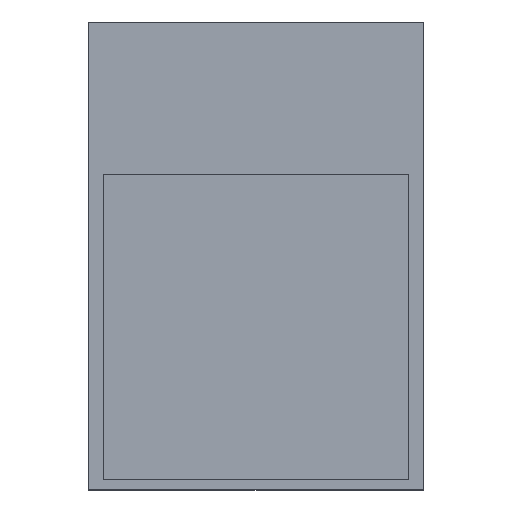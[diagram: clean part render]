
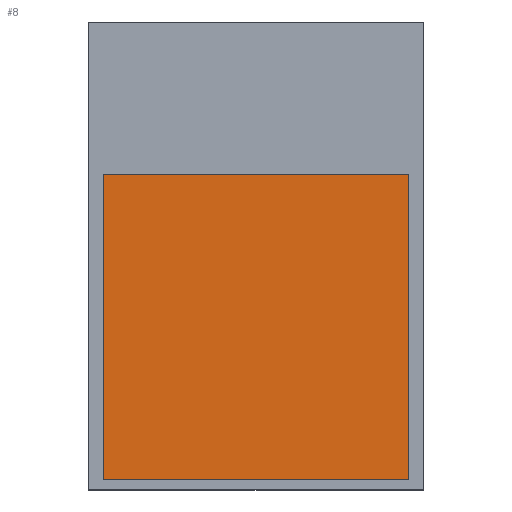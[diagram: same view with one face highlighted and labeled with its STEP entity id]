
A CAD part, top view. The second image highlights one B-rep face of the part: STEP entity #8.
In plain terms, the highlighted planar face has unit normal (0, 0, 1).
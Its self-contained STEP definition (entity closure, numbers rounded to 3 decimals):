
#3 = EDGE_CURVE ( 'NONE', #514, #236, #178, .T. ) ;
#8 = ADVANCED_FACE ( 'NONE', ( #86 ), #216, .T. ) ;
#48 = ORIENTED_EDGE ( 'NONE', *, *, #180, .T. ) ;
#76 = ORIENTED_EDGE ( 'NONE', *, *, #94, .T. ) ;
#82 = VECTOR ( 'NONE', #359, 1000. ) ;
#86 = FACE_OUTER_BOUND ( 'NONE', #172, .T. ) ;
#87 = CARTESIAN_POINT ( 'NONE',  ( -4.575, 2.45, 1.9 ) ) ;
#93 = VECTOR ( 'NONE', #291, 1000. ) ;
#94 = EDGE_CURVE ( 'NONE', #236, #207, #468, .T. ) ;
#100 = CARTESIAN_POINT ( 'NONE',  ( -4.575, 2.45, 1.9 ) ) ;
#118 = AXIS2_PLACEMENT_3D ( 'NONE', #298, #239, #413 ) ;
#136 = DIRECTION ( 'NONE',  ( 0., -1., 0. ) ) ;
#172 = EDGE_LOOP ( 'NONE', ( #209, #477, #76, #48 ) ) ;
#178 = LINE ( 'NONE', #523, #93 ) ;
#180 = EDGE_CURVE ( 'NONE', #207, #419, #259, .T. ) ;
#182 = CARTESIAN_POINT ( 'NONE',  ( -4.575, 2.45, 1.9 ) ) ;
#201 = CARTESIAN_POINT ( 'NONE',  ( 4.575, 2.45, 1.9 ) ) ;
#207 = VERTEX_POINT ( 'NONE', #329 ) ;
#209 = ORIENTED_EDGE ( 'NONE', *, *, #252, .T. ) ;
#216 = PLANE ( 'NONE',  #118 ) ;
#236 = VERTEX_POINT ( 'NONE', #398 ) ;
#239 = DIRECTION ( 'NONE',  ( 0., 0., 1. ) ) ;
#252 = EDGE_CURVE ( 'NONE', #419, #514, #481, .T. ) ;
#259 = LINE ( 'NONE', #87, #82 ) ;
#291 = DIRECTION ( 'NONE',  ( 1., 0., 0. ) ) ;
#298 = CARTESIAN_POINT ( 'NONE',  ( 0., 0., 1.9 ) ) ;
#307 = VECTOR ( 'NONE', #352, 1000. ) ;
#329 = CARTESIAN_POINT ( 'NONE',  ( 4.575, 2.45, 1.9 ) ) ;
#352 = DIRECTION ( 'NONE',  ( 0., 1., 0. ) ) ;
#359 = DIRECTION ( 'NONE',  ( -1., 0., 0. ) ) ;
#385 = CARTESIAN_POINT ( 'NONE',  ( -4.575, -6.7, 1.9 ) ) ;
#398 = CARTESIAN_POINT ( 'NONE',  ( 4.575, -6.7, 1.9 ) ) ;
#413 = DIRECTION ( 'NONE',  ( 1., 0., 0. ) ) ;
#419 = VERTEX_POINT ( 'NONE', #100 ) ;
#468 = LINE ( 'NONE', #201, #307 ) ;
#477 = ORIENTED_EDGE ( 'NONE', *, *, #3, .T. ) ;
#481 = LINE ( 'NONE', #182, #521 ) ;
#514 = VERTEX_POINT ( 'NONE', #385 ) ;
#521 = VECTOR ( 'NONE', #136, 1000. ) ;
#523 = CARTESIAN_POINT ( 'NONE',  ( -4.575, -6.7, 1.9 ) ) ;
